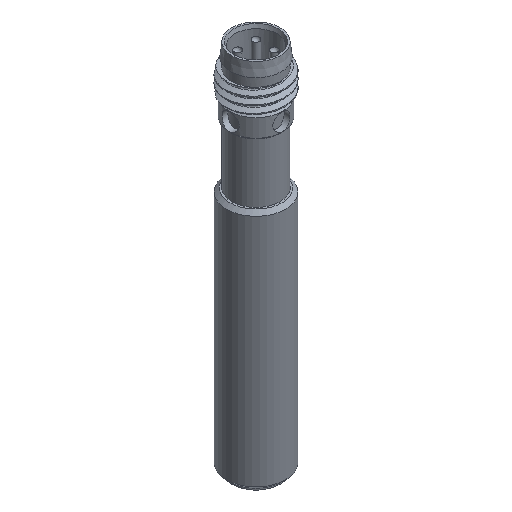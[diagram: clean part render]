
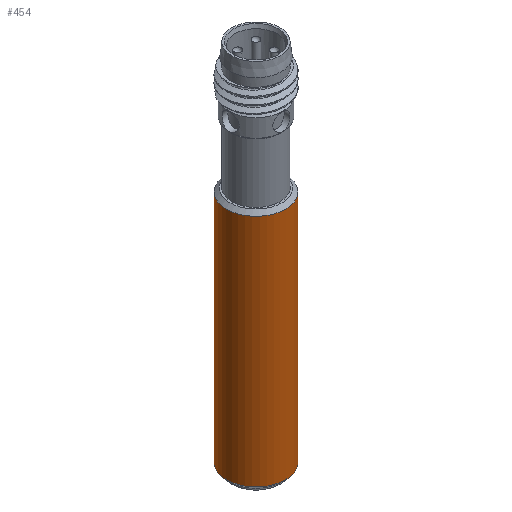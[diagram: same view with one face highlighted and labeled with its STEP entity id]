
A CAD part, isometric view. The second image highlights one B-rep face of the part: STEP entity #454.
In plain terms, the highlighted cylindrical face has radius 4 mm (diameter 8 mm), a full revolution.
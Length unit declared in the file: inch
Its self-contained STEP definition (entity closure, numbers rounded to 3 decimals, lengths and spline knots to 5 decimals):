
#71 = EDGE_LOOP ( 'NONE', ( #770 ) ) ;
#114 = DIRECTION ( 'NONE',  ( 1., 0., 0. ) ) ;
#131 = DIRECTION ( 'NONE',  ( 0., 0., 1. ) ) ;
#216 = CYLINDRICAL_SURFACE ( 'NONE', #1979, 0.15748 ) ;
#255 = AXIS2_PLACEMENT_3D ( 'NONE', #2635, #1623, #114 ) ;
#307 = CIRCLE ( 'NONE', #2889, 0.15748 ) ;
#454 = ADVANCED_FACE ( 'NONE', ( #1243, #988 ), #216, .T. ) ;
#530 = CIRCLE ( 'NONE', #255, 0.15748 ) ;
#561 = ORIENTED_EDGE ( 'NONE', *, *, #2803, .T. ) ;
#706 = EDGE_CURVE ( 'NONE', #2802, #2802, #307, .T. ) ;
#770 = ORIENTED_EDGE ( 'NONE', *, *, #706, .T. ) ;
#833 = CARTESIAN_POINT ( 'NONE',  ( 0., 0., 0. ) ) ;
#988 = FACE_OUTER_BOUND ( 'NONE', #3300, .T. ) ;
#1243 = FACE_OUTER_BOUND ( 'NONE', #71, .T. ) ;
#1623 = DIRECTION ( 'NONE',  ( 0., 0., -1. ) ) ;
#1854 = DIRECTION ( 'NONE',  ( 0., 0., 1. ) ) ;
#1979 = AXIS2_PLACEMENT_3D ( 'NONE', #833, #1854, #2876 ) ;
#2635 = CARTESIAN_POINT ( 'NONE',  ( 0., 0., 1.25984 ) ) ;
#2650 = DIRECTION ( 'NONE',  ( 1., 0., 0. ) ) ;
#2802 = VERTEX_POINT ( 'NONE', #3092 ) ;
#2803 = EDGE_CURVE ( 'NONE', #3226, #3226, #530, .T. ) ;
#2876 = DIRECTION ( 'NONE',  ( 1., 0., 0. ) ) ;
#2889 = AXIS2_PLACEMENT_3D ( 'NONE', #2976, #131, #2650 ) ;
#2976 = CARTESIAN_POINT ( 'NONE',  ( 0., 0., 0.01969 ) ) ;
#3092 = CARTESIAN_POINT ( 'NONE',  ( 0.15748, 0., 0.01969 ) ) ;
#3226 = VERTEX_POINT ( 'NONE', #3241 ) ;
#3241 = CARTESIAN_POINT ( 'NONE',  ( 0.15748, 0., 1.25984 ) ) ;
#3300 = EDGE_LOOP ( 'NONE', ( #561 ) ) ;
